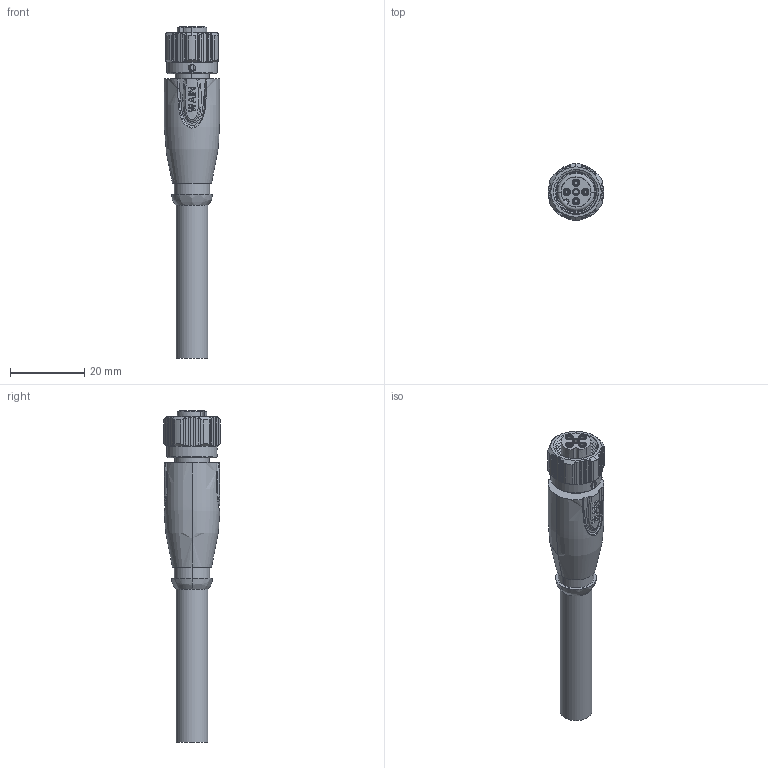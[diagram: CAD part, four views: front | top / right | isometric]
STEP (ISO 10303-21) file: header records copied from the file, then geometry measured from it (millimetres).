
FILE_DESCRIPTION(/* description */ (''),/* implementation_level */ '2;1');
FILE_NAME(/* name */ '3D_1630044024041_M12-F04A-T-1.5-PUR_V1.1_stp.stp',/* time_stamp */ '2024-01-25T13:16:25+08:00',/* author */ (''),/* organization */ (''),/* preprocessor_version */ 'ST-DEVELOPER v18.1',/* originating_system */ 'SIEMENS PLM Software NX 1980',/* authorisation */ '');
FILE_SCHEMA (('AUTOMOTIVE_DESIGN { 1 0 10303 214 3 1 1 1 }'));
Length unit declared in the file: millimetre
Products named in the file (1): 3D_1630044024041_M12-F04A-T-1.5-PUR_V1.1_stp
Bounding box: 15 x 15.2 x 89.2 mm (x, y, z)
Volume: 8648.3 mm3; surface area: 4594.7 mm2
Topology: 1 solids, 5 shells, 517 faces, 1522 edges, 983 vertices
Faces by surface type: plane 267, cylinder 177, cone 40, bspline 16, torus 13, revolution 4
Full cylindrical faces by diameter (mm): 0.754 x1, 1.15 x2, 1.648 x2, 8.5 x1
Entity records: 22911 total; most frequent: CARTESIAN_POINT 9713, ORIENTED_EDGE 3038, DIRECTION 2488, EDGE_CURVE 1519, AXIS2_PLACEMENT_3D 1006, VERTEX_POINT 993, EDGE_LOOP 552, B_SPLINE_CURVE_WITH_KNOTS 538
